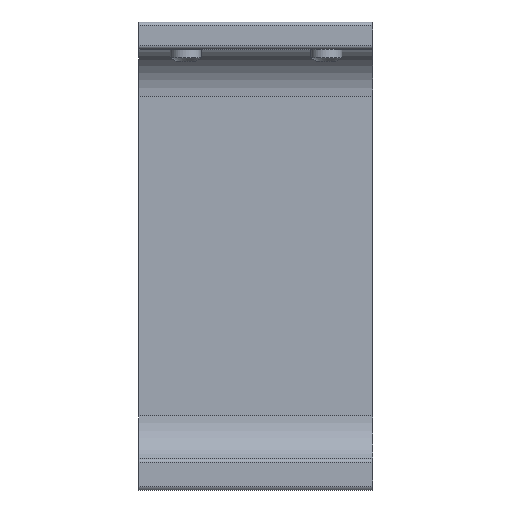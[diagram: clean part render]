
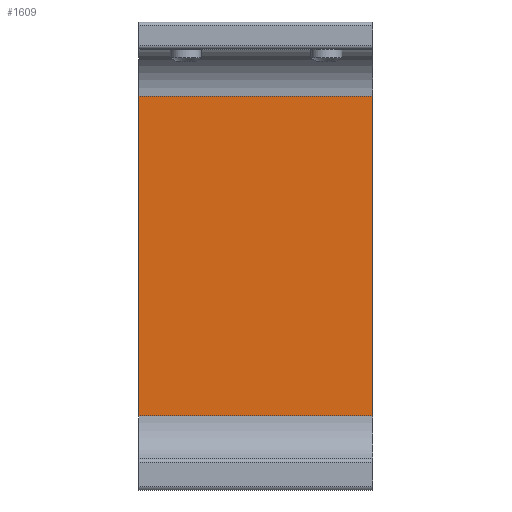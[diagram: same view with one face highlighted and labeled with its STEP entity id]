
A CAD part, left-side view. The second image highlights one B-rep face of the part: STEP entity #1609.
In plain terms, the highlighted planar face has unit normal (-1, 0, 0).
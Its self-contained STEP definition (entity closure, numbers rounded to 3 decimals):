
#80=LINE('',#2473,#211);
#96=LINE('',#2531,#227);
#152=LINE('',#2673,#283);
#156=LINE('',#2688,#287);
#211=VECTOR('',#1972,41.);
#227=VECTOR('',#2024,41.);
#283=VECTOR('',#2188,30.);
#287=VECTOR('',#2214,30.);
#331=PLANE('',#1768);
#441=FACE_OUTER_BOUND('',#542,.T.);
#542=EDGE_LOOP('',(#1401,#1402,#1403,#1404));
#706=VERTEX_POINT('',#2470);
#707=VERTEX_POINT('',#2472);
#730=VERTEX_POINT('',#2528);
#731=VERTEX_POINT('',#2530);
#870=EDGE_CURVE('',#706,#707,#80,.T.);
#899=EDGE_CURVE('',#730,#731,#96,.T.);
#974=EDGE_CURVE('',#730,#707,#152,.T.);
#978=EDGE_CURVE('',#731,#706,#156,.T.);
#1401=ORIENTED_EDGE('',*,*,#899,.F.);
#1402=ORIENTED_EDGE('',*,*,#974,.T.);
#1403=ORIENTED_EDGE('',*,*,#870,.F.);
#1404=ORIENTED_EDGE('',*,*,#978,.F.);
#1609=ADVANCED_FACE('',(#441),#331,.T.);
#1768=AXIS2_PLACEMENT_3D('',#2687,#2212,#2213);
#1972=DIRECTION('',(0.,0.,-1.));
#2024=DIRECTION('',(0.,0.,1.));
#2188=DIRECTION('',(0.,-1.,0.));
#2212=DIRECTION('center_axis',(-1.,0.,0.));
#2213=DIRECTION('ref_axis',(0.,0.,-1.));
#2214=DIRECTION('',(0.,-1.,0.));
#2470=CARTESIAN_POINT('',(2.75,-15.,20.5));
#2472=CARTESIAN_POINT('',(2.75,-15.,-20.5));
#2473=CARTESIAN_POINT('',(2.75,-15.,-20.5));
#2528=CARTESIAN_POINT('',(2.75,15.,-20.5));
#2530=CARTESIAN_POINT('',(2.75,15.,20.5));
#2531=CARTESIAN_POINT('',(2.75,15.,-20.5));
#2673=CARTESIAN_POINT('',(2.75,15.,-20.5));
#2687=CARTESIAN_POINT('Origin',(2.75,15.,20.5));
#2688=CARTESIAN_POINT('',(2.75,15.,20.5));
